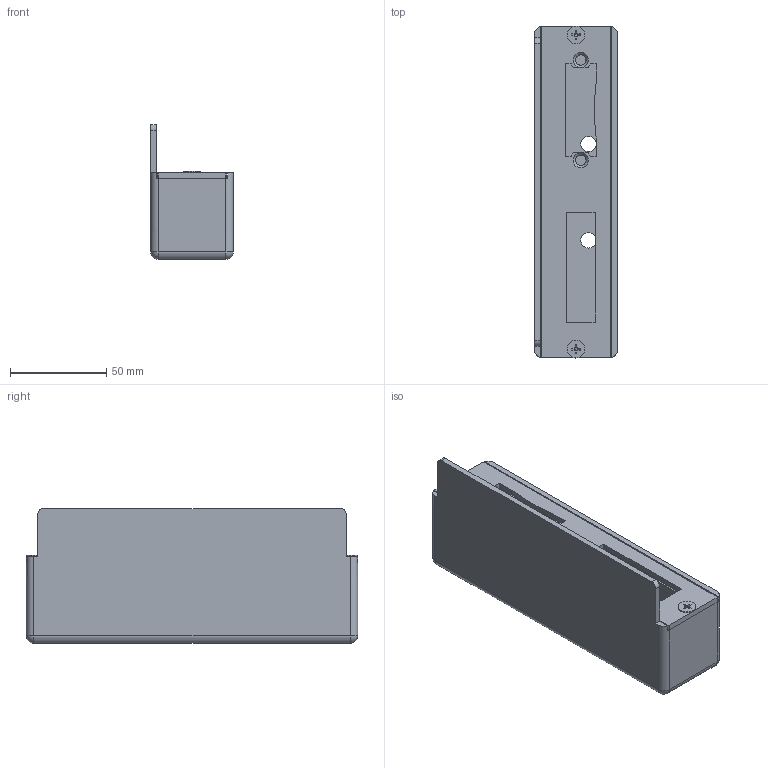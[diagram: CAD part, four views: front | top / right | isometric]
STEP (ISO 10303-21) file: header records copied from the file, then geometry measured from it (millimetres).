
FILE_DESCRIPTION (( 'STEP AP203' ), '1' );
FILE_NAME ('59110-240.step', '2021-11-26T08:43:45', ( '' ), ( '' ), 'SwSTEP 2.0', 'SolidWorks 2018', '' );
FILE_SCHEMA (( 'CONFIG_CONTROL_DESIGN' ));
Length unit declared in the file: millimetre
Products named in the file (8): countersunk flat head cross recess screw_din_ISO 7046-1 - M5 x 10 - Z --- 10S; countersunk flat head cross recess screw_din; 591xx-ST Teil2_59110-SB; 591xx-ST Teil2; 591xx-ST Teil1; 591xx-ST Teil1_59110-240 Teil1; 59110-240
Assembly tree (4 placements, depth 2):
  countersunk flat head cross recess screw_din
  591xx-ST Teil2
  591xx-ST Teil1
  countersunk flat head cross recess screw_din
  59110-240
    591xx-ST Teil1_59110-240 Teil1
    591xx-ST Teil2_59110-SB
    countersunk flat head cross recess screw_din_ISO 7046-1 - M5 x 10 - Z --- 10S  x2
Bounding box: 43 x 172.3 x 70 mm (x, y, z)
Volume: 96815.8 mm3; surface area: 71770.6 mm2
Topology: 4 solids, 4 shells, 234 faces, 557 edges, 331 vertices
Faces by surface type: plane 105, cone 60, cylinder 55, sphere 8, bspline 4, torus 2
Full cylindrical faces by diameter (mm): 4.2 x2, 5 x18, 5.4 x2, 6.2 x2, 8 x2, 9.3 x2
Entity records: 6028 total; most frequent: CARTESIAN_POINT 1297, DIRECTION 842, ORIENTED_EDGE 750, EDGE_CURVE 375, AXIS2_PLACEMENT_3D 308, VERTEX_POINT 259, EDGE_LOOP 256, LINE 226
